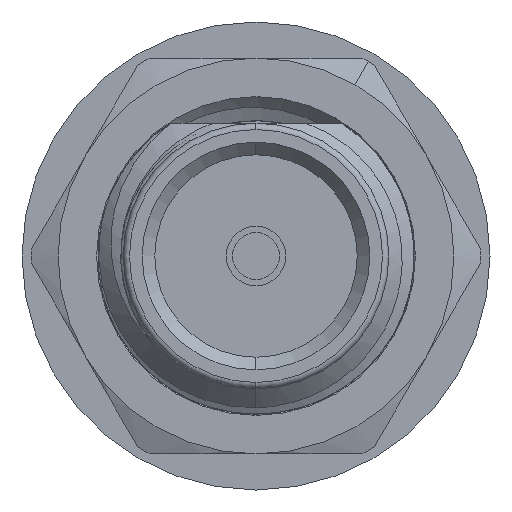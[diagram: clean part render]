
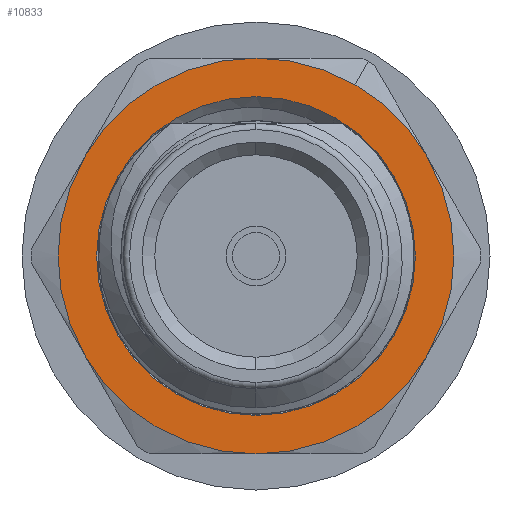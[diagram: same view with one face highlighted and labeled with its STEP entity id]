
A CAD part, left-side view. The second image highlights one B-rep face of the part: STEP entity #10833.
In plain terms, the highlighted planar face has unit normal (-1, 0, 0).
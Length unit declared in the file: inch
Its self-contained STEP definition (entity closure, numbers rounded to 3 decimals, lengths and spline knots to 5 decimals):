
#152 = DIRECTION ( 'NONE',  ( 0., -0.5, 0.866 ) ) ;
#223 = ORIENTED_EDGE ( 'NONE', *, *, #14211, .T. ) ;
#379 = DIRECTION ( 'NONE',  ( 1., 0., 0. ) ) ;
#957 = CARTESIAN_POINT ( 'NONE',  ( 0.20705, 0., 0.1565 ) ) ;
#1143 = DIRECTION ( 'NONE',  ( 0., -0.5, 0.866 ) ) ;
#1345 = VERTEX_POINT ( 'NONE', #12479 ) ;
#1511 = CARTESIAN_POINT ( 'NONE',  ( 0.20705, 0., 0. ) ) ;
#1858 = AXIS2_PLACEMENT_3D ( 'NONE', #18716, #24934, #12895 ) ;
#1926 = EDGE_LOOP ( 'NONE', ( #18426, #3904, #3555, #15789, #223, #15637, #16875 ) ) ;
#2285 = AXIS2_PLACEMENT_3D ( 'NONE', #14934, #10307, #18372 ) ;
#3140 = CIRCLE ( 'NONE', #1858, 0.1565 ) ;
#3400 = AXIS2_PLACEMENT_3D ( 'NONE', #13080, #7142, #11615 ) ;
#3555 = ORIENTED_EDGE ( 'NONE', *, *, #19396, .T. ) ;
#3904 = ORIENTED_EDGE ( 'NONE', *, *, #23370, .T. ) ;
#4230 = EDGE_CURVE ( 'NONE', #5769, #22608, #12035, .T. ) ;
#4456 = AXIS2_PLACEMENT_3D ( 'NONE', #11183, #19242, #1143 ) ;
#4585 = VERTEX_POINT ( 'NONE', #957 ) ;
#5095 = EDGE_CURVE ( 'NONE', #10629, #21584, #25990, .T. ) ;
#5486 = DIRECTION ( 'NONE',  ( 0., -0.5, 0.866 ) ) ;
#5577 = DIRECTION ( 'NONE',  ( 1., 0., 0. ) ) ;
#5620 = AXIS2_PLACEMENT_3D ( 'NONE', #5939, #379, #17973 ) ;
#5764 = EDGE_CURVE ( 'NONE', #8172, #17401, #22596, .T. ) ;
#5769 = VERTEX_POINT ( 'NONE', #10198 ) ;
#5939 = CARTESIAN_POINT ( 'NONE',  ( 0.20705, 0., 0. ) ) ;
#6376 = EDGE_CURVE ( 'NONE', #17401, #8172, #6902, .T. ) ;
#6902 = CIRCLE ( 'NONE', #25902, 0.12602 ) ;
#7142 = DIRECTION ( 'NONE',  ( -1., 0., 0. ) ) ;
#7627 = CARTESIAN_POINT ( 'NONE',  ( 0.20705, 0., 0. ) ) ;
#7975 = CIRCLE ( 'NONE', #22753, 0.1565 ) ;
#8042 = VERTEX_POINT ( 'NONE', #21694 ) ;
#8083 = DIRECTION ( 'NONE',  ( 1., 0., 0. ) ) ;
#8172 = VERTEX_POINT ( 'NONE', #8318 ) ;
#8318 = CARTESIAN_POINT ( 'NONE',  ( 0.20705, 0.06301, -0.10913 ) ) ;
#8617 = CARTESIAN_POINT ( 'NONE',  ( 0.20705, -0.13553, -0.07825 ) ) ;
#8704 = DIRECTION ( 'NONE',  ( -1., 0., 0. ) ) ;
#8896 = CARTESIAN_POINT ( 'NONE',  ( 0.20705, -0.06301, 0.10913 ) ) ;
#8978 = DIRECTION ( 'NONE',  ( 0., -0.5, 0.866 ) ) ;
#9396 = ORIENTED_EDGE ( 'NONE', *, *, #5764, .T. ) ;
#10077 = DIRECTION ( 'NONE',  ( 1., 0., 0. ) ) ;
#10198 = CARTESIAN_POINT ( 'NONE',  ( 0.20705, 0., -0.1565 ) ) ;
#10307 = DIRECTION ( 'NONE',  ( -1., 0., 0. ) ) ;
#10629 = VERTEX_POINT ( 'NONE', #16693 ) ;
#10833 = ADVANCED_FACE ( 'NONE', ( #22050, #22431 ), #24037, .F. ) ;
#11183 = CARTESIAN_POINT ( 'NONE',  ( 0.20705, 0., 0. ) ) ;
#11231 = AXIS2_PLACEMENT_3D ( 'NONE', #1511, #10077, #152 ) ;
#11615 = DIRECTION ( 'NONE',  ( 0., -0.5, 0.866 ) ) ;
#12035 = CIRCLE ( 'NONE', #25560, 0.1565 ) ;
#12479 = CARTESIAN_POINT ( 'NONE',  ( 0.20705, 0.13553, -0.07825 ) ) ;
#12895 = DIRECTION ( 'NONE',  ( 0., -0.5, 0.866 ) ) ;
#13080 = CARTESIAN_POINT ( 'NONE',  ( 0.20705, 0., 0. ) ) ;
#13506 = CIRCLE ( 'NONE', #3400, 0.1565 ) ;
#13624 = DIRECTION ( 'NONE',  ( 0., -0.5, 0.866 ) ) ;
#13657 = EDGE_CURVE ( 'NONE', #10629, #22608, #14951, .T. ) ;
#14211 = EDGE_CURVE ( 'NONE', #1345, #5769, #25092, .T. ) ;
#14934 = CARTESIAN_POINT ( 'NONE',  ( 0.20705, 0., 0. ) ) ;
#14951 = CIRCLE ( 'NONE', #22533, 0.1565 ) ;
#15616 = CARTESIAN_POINT ( 'NONE',  ( 0.20705, 0., 0. ) ) ;
#15637 = ORIENTED_EDGE ( 'NONE', *, *, #4230, .T. ) ;
#15686 = DIRECTION ( 'NONE',  ( -1., 0., 0. ) ) ;
#15789 = ORIENTED_EDGE ( 'NONE', *, *, #20544, .T. ) ;
#16016 = CARTESIAN_POINT ( 'NONE',  ( 0.20705, 0., 0. ) ) ;
#16693 = CARTESIAN_POINT ( 'NONE',  ( 0.20705, -0.13553, 0.07825 ) ) ;
#16875 = ORIENTED_EDGE ( 'NONE', *, *, #13657, .F. ) ;
#17401 = VERTEX_POINT ( 'NONE', #8896 ) ;
#17538 = CARTESIAN_POINT ( 'NONE',  ( 0.20705, 0., 0. ) ) ;
#17973 = DIRECTION ( 'NONE',  ( 0., -0.5, 0.866 ) ) ;
#18197 = ORIENTED_EDGE ( 'NONE', *, *, #6376, .T. ) ;
#18372 = DIRECTION ( 'NONE',  ( 0., -0.5, 0.866 ) ) ;
#18426 = ORIENTED_EDGE ( 'NONE', *, *, #5095, .T. ) ;
#18716 = CARTESIAN_POINT ( 'NONE',  ( 0.20705, 0., 0. ) ) ;
#19242 = DIRECTION ( 'NONE',  ( -1., 0., 0. ) ) ;
#19396 = EDGE_CURVE ( 'NONE', #4585, #8042, #3140, .T. ) ;
#19781 = DIRECTION ( 'NONE',  ( 0., -0.5, 0.866 ) ) ;
#20544 = EDGE_CURVE ( 'NONE', #8042, #1345, #7975, .T. ) ;
#21584 = VERTEX_POINT ( 'NONE', #22629 ) ;
#21694 = CARTESIAN_POINT ( 'NONE',  ( 0.20705, 0.13553, 0.07825 ) ) ;
#21931 = EDGE_LOOP ( 'NONE', ( #9396, #18197 ) ) ;
#22050 = FACE_BOUND ( 'NONE', #21931, .T. ) ;
#22431 = FACE_OUTER_BOUND ( 'NONE', #1926, .T. ) ;
#22533 = AXIS2_PLACEMENT_3D ( 'NONE', #15616, #5577, #13624 ) ;
#22596 = CIRCLE ( 'NONE', #11231, 0.12602 ) ;
#22608 = VERTEX_POINT ( 'NONE', #8617 ) ;
#22629 = CARTESIAN_POINT ( 'NONE',  ( 0.20705, -0.07825, 0.13553 ) ) ;
#22753 = AXIS2_PLACEMENT_3D ( 'NONE', #7627, #15686, #19781 ) ;
#23370 = EDGE_CURVE ( 'NONE', #21584, #4585, #13506, .T. ) ;
#24037 = PLANE ( 'NONE',  #5620 ) ;
#24934 = DIRECTION ( 'NONE',  ( -1., 0., 0. ) ) ;
#25092 = CIRCLE ( 'NONE', #2285, 0.1565 ) ;
#25560 = AXIS2_PLACEMENT_3D ( 'NONE', #17538, #8704, #8978 ) ;
#25902 = AXIS2_PLACEMENT_3D ( 'NONE', #16016, #8083, #5486 ) ;
#25990 = CIRCLE ( 'NONE', #4456, 0.1565 ) ;
